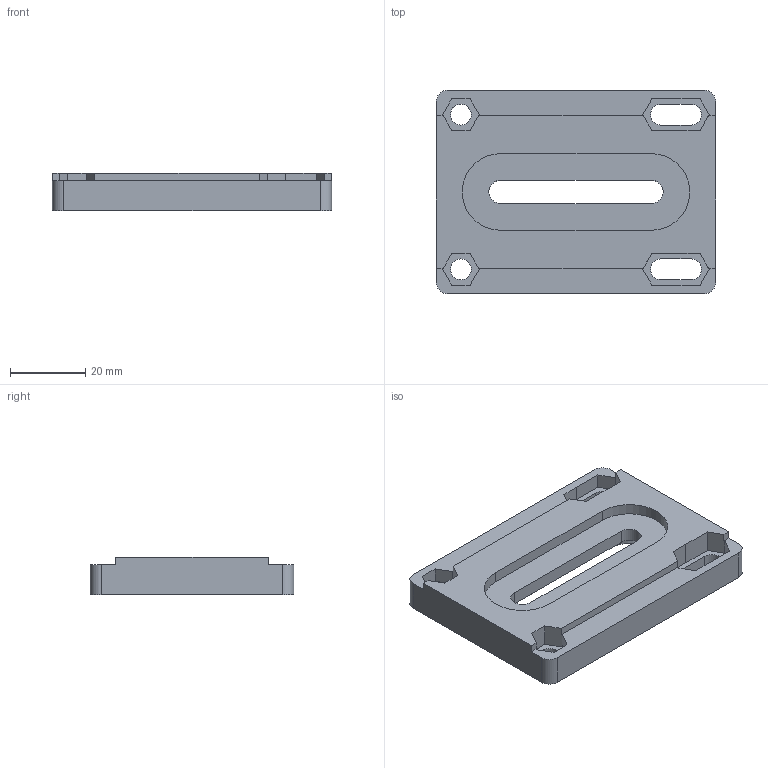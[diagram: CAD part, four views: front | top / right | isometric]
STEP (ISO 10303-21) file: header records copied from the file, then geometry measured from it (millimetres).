
FILE_DESCRIPTION(/* description */ (''),/* implementation_level */ '2;1');
FILE_NAME(/* name */ 'PAD SKATE + UFS v81.step',/* time_stamp */ '2020-12-30T11:28:31+01:00',/* author */ (''),/* organization */ (''),/* preprocessor_version */ 'ST-DEVELOPER v18.1',/* originating_system */ 'Autodesk Translation Framework v9.7.1.1290',/* authorisation */ '');
FILE_SCHEMA (('AUTOMOTIVE_DESIGN { 1 0 10303 214 3 1 1 }'));
Length unit declared in the file: millimetre
Products named in the file (1): PAD SKATE + UFS
Bounding box: 74 x 54 x 10 mm (x, y, z)
Volume: 29338.2 mm3; surface area: 11496.5 mm2
Topology: 1 solids, 1 shells, 73 faces, 206 edges, 136 vertices
Faces by surface type: plane 57, cylinder 14, cone 2
Full cylindrical faces by diameter (mm): 5.5 x2
Entity records: 2394 total; most frequent: CARTESIAN_POINT 416, ORIENTED_EDGE 412, DIRECTION 384, EDGE_CURVE 206, LINE 176, VECTOR 176, VERTEX_POINT 136, AXIS2_PLACEMENT_3D 104
